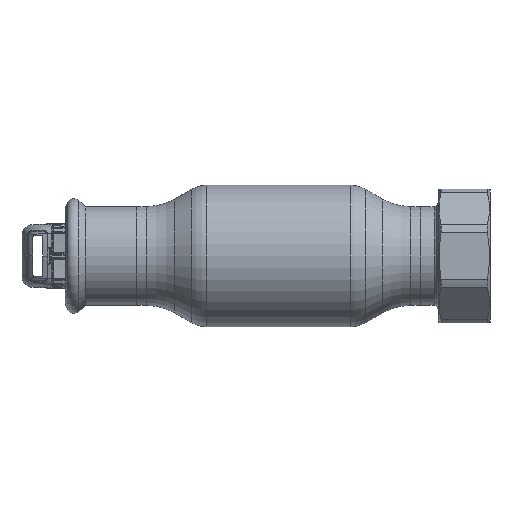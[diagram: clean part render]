
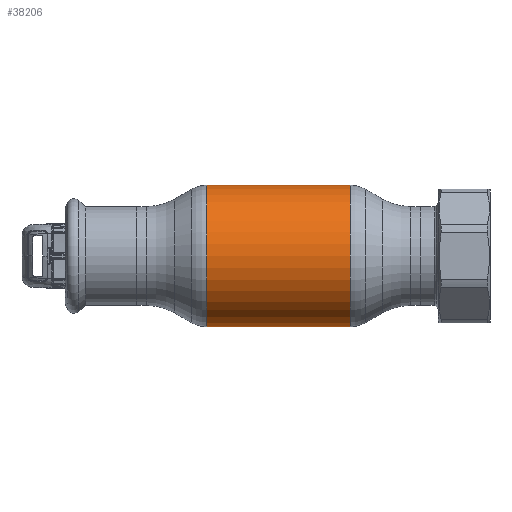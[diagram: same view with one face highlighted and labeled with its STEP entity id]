
A CAD part, front view. The second image highlights one B-rep face of the part: STEP entity #38206.
In plain terms, the highlighted cylindrical face has radius 27.5 mm (diameter 55 mm), a partial arc.
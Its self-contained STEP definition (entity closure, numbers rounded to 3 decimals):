
#347 = VECTOR ( 'NONE', #47222, 1000. ) ;
#2212 = DIRECTION ( 'NONE',  ( 0., 0., 1. ) ) ;
#3001 = CIRCLE ( 'NONE', #29308, 27.5 ) ;
#4029 = CARTESIAN_POINT ( 'NONE',  ( 27.785, 0., 27.5 ) ) ;
#4251 = ORIENTED_EDGE ( 'NONE', *, *, #61862, .F. ) ;
#6426 = DIRECTION ( 'NONE',  ( -1., 0., 0. ) ) ;
#6645 = CARTESIAN_POINT ( 'NONE',  ( -62.69, 0., -27.5 ) ) ;
#6855 = DIRECTION ( 'NONE',  ( 0., 0., 1. ) ) ;
#7949 = VERTEX_POINT ( 'NONE', #15762 ) ;
#11673 = DIRECTION ( 'NONE',  ( -1., 0., 0. ) ) ;
#11779 = ORIENTED_EDGE ( 'NONE', *, *, #39034, .T. ) ;
#11887 = CARTESIAN_POINT ( 'NONE',  ( -62.69, 0., 27.5 ) ) ;
#15762 = CARTESIAN_POINT ( 'NONE',  ( -27.785, 0., -27.5 ) ) ;
#17174 = EDGE_CURVE ( 'NONE', #25949, #54441, #61742, .T. ) ;
#19349 = CARTESIAN_POINT ( 'NONE',  ( -27.785, 0., 0. ) ) ;
#19998 = DIRECTION ( 'NONE',  ( 0., 0., 1. ) ) ;
#21941 = EDGE_CURVE ( 'NONE', #7949, #54441, #3001, .T. ) ;
#21991 = EDGE_LOOP ( 'NONE', ( #4251, #11779, #27720, #61267 ) ) ;
#22550 = CARTESIAN_POINT ( 'NONE',  ( -27.785, 0., 27.5 ) ) ;
#24320 = CARTESIAN_POINT ( 'NONE',  ( 27.785, 0., -27.5 ) ) ;
#25450 = DIRECTION ( 'NONE',  ( -1., 0., 0. ) ) ;
#25949 = VERTEX_POINT ( 'NONE', #4029 ) ;
#27720 = ORIENTED_EDGE ( 'NONE', *, *, #17174, .T. ) ;
#29308 = AXIS2_PLACEMENT_3D ( 'NONE', #19349, #44113, #19998 ) ;
#31575 = VERTEX_POINT ( 'NONE', #24320 ) ;
#34960 = CARTESIAN_POINT ( 'NONE',  ( -62.69, 0., 0. ) ) ;
#38206 = ADVANCED_FACE ( 'NONE', ( #56674 ), #50607, .T. ) ;
#39034 = EDGE_CURVE ( 'NONE', #31575, #25949, #52019, .T. ) ;
#44113 = DIRECTION ( 'NONE',  ( -1., 0., 0. ) ) ;
#46147 = AXIS2_PLACEMENT_3D ( 'NONE', #34960, #25450, #6855 ) ;
#46827 = VECTOR ( 'NONE', #6426, 1000. ) ;
#47222 = DIRECTION ( 'NONE',  ( -1., 0., 0. ) ) ;
#50024 = CARTESIAN_POINT ( 'NONE',  ( 27.785, 0., 0. ) ) ;
#50607 = CYLINDRICAL_SURFACE ( 'NONE', #46147, 27.5 ) ;
#52019 = CIRCLE ( 'NONE', #53137, 27.5 ) ;
#53137 = AXIS2_PLACEMENT_3D ( 'NONE', #50024, #11673, #2212 ) ;
#54441 = VERTEX_POINT ( 'NONE', #22550 ) ;
#56674 = FACE_OUTER_BOUND ( 'NONE', #21991, .T. ) ;
#59763 = LINE ( 'NONE', #6645, #46827 ) ;
#61267 = ORIENTED_EDGE ( 'NONE', *, *, #21941, .F. ) ;
#61742 = LINE ( 'NONE', #11887, #347 ) ;
#61862 = EDGE_CURVE ( 'NONE', #31575, #7949, #59763, .T. ) ;
